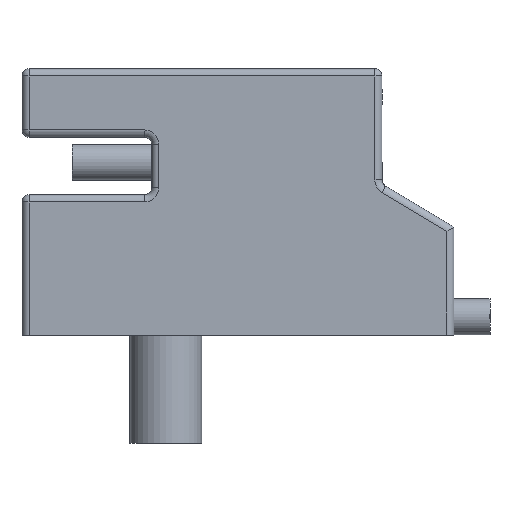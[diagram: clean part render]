
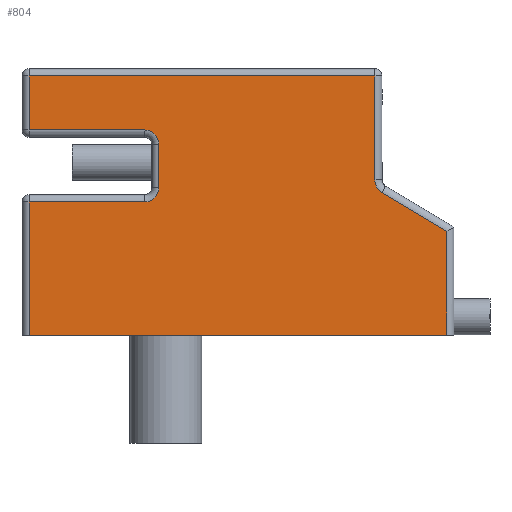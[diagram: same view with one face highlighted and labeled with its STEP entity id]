
A CAD part, left-side view. The second image highlights one B-rep face of the part: STEP entity #804.
In plain terms, the highlighted planar face has unit normal (-1, 0, 0).
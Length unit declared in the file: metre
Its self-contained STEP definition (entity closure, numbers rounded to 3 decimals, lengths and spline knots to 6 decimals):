
#590 = EDGE_CURVE( '', #1637, #1638, #1639, .T. );
#664 = EDGE_CURVE( '', #1764, #1765, #1766, .T. );
#690 = EDGE_CURVE( '', #1805, #1806, #1807, .T. );
#764 = EDGE_CURVE( '', #1919, #1920, #1921, .T. );
#804 = ADVANCED_FACE( '', ( #1980 ), #1981, .F. );
#816 = EDGE_CURVE( '', #1618, #1919, #1997, .T. );
#858 = EDGE_CURVE( '', #1638, #1618, #2053, .T. );
#1002 = EDGE_CURVE( '', #1765, #1637, #2242, .T. );
#1084 = EDGE_CURVE( '', #1806, #2349, #2350, .T. );
#1130 = EDGE_CURVE( '', #1608, #2092, #2408, .T. );
#1360 = EDGE_CURVE( '', #2349, #1608, #2688, .T. );
#1388 = EDGE_CURVE( '', #2575, #1764, #2726, .T. );
#1392 = EDGE_CURVE( '', #2092, #2575, #2731, .T. );
#1444 = EDGE_CURVE( '', #1805, #1920, #2793, .T. );
#1608 = VERTEX_POINT( '', #2980 );
#1618 = VERTEX_POINT( '', #2993 );
#1637 = VERTEX_POINT( '', #3016 );
#1638 = VERTEX_POINT( '', #3017 );
#1639 = LINE( '', #3018, #3019 );
#1764 = VERTEX_POINT( '', #3203 );
#1765 = VERTEX_POINT( '', #3204 );
#1766 = LINE( '', #3205, #3206 );
#1805 = VERTEX_POINT( '', #3256 );
#1806 = VERTEX_POINT( '', #3257 );
#1807 = LINE( '', #3258, #3259 );
#1919 = VERTEX_POINT( '', #3431 );
#1920 = VERTEX_POINT( '', #3432 );
#1921 = LINE( '', #3433, #3434 );
#1980 = FACE_OUTER_BOUND( '', #3513, .T. );
#1981 = PLANE( '', #3514 );
#1997 = LINE( '', #3538, #3539 );
#2053 = CIRCLE( '', #3617, 0.0002 );
#2092 = VERTEX_POINT( '', #3671 );
#2242 = LINE( '', #3920, #3921 );
#2349 = VERTEX_POINT( '', #4094 );
#2350 = LINE( '', #4095, #4096 );
#2408 = LINE( '', #4175, #4176 );
#2575 = VERTEX_POINT( '', #4419 );
#2688 = CIRCLE( '', #4589, 0.0002 );
#2726 = LINE( '', #4640, #4641 );
#2731 = CIRCLE( '', #4648, 0.0002 );
#2793 = LINE( '', #4732, #4733 );
#2980 = CARTESIAN_POINT( '', ( -0.00225, 0.0011, 0.00205 ) );
#2993 = CARTESIAN_POINT( '', ( -0.00225, -0.001997, 0.001985 ) );
#3016 = CARTESIAN_POINT( '', ( -0.00225, -0.0019, 0.0036 ) );
#3017 = CARTESIAN_POINT( '', ( -0.00225, -0.0019, 0.002157 ) );
#3018 = CARTESIAN_POINT( '', ( -0.00225, -0.0019, 0.0037 ) );
#3019 = VECTOR( '', #4960, 1. );
#3203 = CARTESIAN_POINT( '', ( -0.00225, 0.0029, 0.00285 ) );
#3204 = CARTESIAN_POINT( '', ( -0.00225, 0.0029, 0.0036 ) );
#3205 = CARTESIAN_POINT( '', ( -0.00225, 0.0029, 0.00185 ) );
#3206 = VECTOR( '', #5098, 1. );
#3256 = CARTESIAN_POINT( '', ( -0.00225, 0.0029, 0. ) );
#3257 = CARTESIAN_POINT( '', ( -0.00225, 0.0029, 0.00185 ) );
#3258 = CARTESIAN_POINT( '', ( -0.00225, 0.0029, 0.00185 ) );
#3259 = VECTOR( '', #5156, 1. );
#3431 = CARTESIAN_POINT( '', ( -0.00225, -0.0029, 0.001443 ) );
#3432 = CARTESIAN_POINT( '', ( -0.00225, -0.0029, 0. ) );
#3433 = CARTESIAN_POINT( '', ( -0.00225, -0.0029, 0.0026 ) );
#3434 = VECTOR( '', #5308, 1. );
#3513 = EDGE_LOOP( '', ( #5396, #5397, #5398, #5399, #5400, #5401, #5402, #5403, #5404, #5405, #5406, #5407, #5408 ) );
#3514 = AXIS2_PLACEMENT_3D( '', #5409, #5410, #5411 );
#3538 = CARTESIAN_POINT( '', ( -0.00225, 0.000243, 0.003329 ) );
#3539 = VECTOR( '', #5426, 1. );
#3617 = AXIS2_PLACEMENT_3D( '', #5506, #5507, #5508 );
#3671 = CARTESIAN_POINT( '', ( -0.00225, 0.0011, 0.00265 ) );
#3920 = CARTESIAN_POINT( '', ( -0.00225, 0.003, 0.0036 ) );
#3921 = VECTOR( '', #5729, 1. );
#4094 = CARTESIAN_POINT( '', ( -0.00225, 0.0013, 0.00185 ) );
#4095 = CARTESIAN_POINT( '', ( -0.00225, 0.003, 0.00185 ) );
#4096 = VECTOR( '', #5866, 1. );
#4175 = CARTESIAN_POINT( '', ( -0.00225, 0.0011, 0.003225 ) );
#4176 = VECTOR( '', #5982, 1. );
#4419 = CARTESIAN_POINT( '', ( -0.00225, 0.0013, 0.00285 ) );
#4589 = AXIS2_PLACEMENT_3D( '', #6384, #6385, #6386 );
#4640 = CARTESIAN_POINT( '', ( -0.00225, 0.003, 0.00285 ) );
#4641 = VECTOR( '', #6456, 1. );
#4648 = AXIS2_PLACEMENT_3D( '', #6460, #6461, #6462 );
#4732 = CARTESIAN_POINT( '', ( -0.00225, -0.003, 0. ) );
#4733 = VECTOR( '', #6597, 1. );
#4960 = DIRECTION( '', ( 0., 0., -1. ) );
#5098 = DIRECTION( '', ( 0., 0., 1. ) );
#5156 = DIRECTION( '', ( 0., 0., 1. ) );
#5308 = DIRECTION( '', ( 0., 0., -1. ) );
#5396 = ORIENTED_EDGE( '', *, *, #816, .F. );
#5397 = ORIENTED_EDGE( '', *, *, #858, .F. );
#5398 = ORIENTED_EDGE( '', *, *, #590, .F. );
#5399 = ORIENTED_EDGE( '', *, *, #1002, .F. );
#5400 = ORIENTED_EDGE( '', *, *, #664, .F. );
#5401 = ORIENTED_EDGE( '', *, *, #1388, .F. );
#5402 = ORIENTED_EDGE( '', *, *, #1392, .F. );
#5403 = ORIENTED_EDGE( '', *, *, #1130, .F. );
#5404 = ORIENTED_EDGE( '', *, *, #1360, .F. );
#5405 = ORIENTED_EDGE( '', *, *, #1084, .F. );
#5406 = ORIENTED_EDGE( '', *, *, #690, .F. );
#5407 = ORIENTED_EDGE( '', *, *, #1444, .T. );
#5408 = ORIENTED_EDGE( '', *, *, #764, .F. );
#5409 = CARTESIAN_POINT( '', ( -0.00225, 0.003, 0.0037 ) );
#5410 = DIRECTION( '', ( 1., 0., 0. ) );
#5411 = DIRECTION( '', ( 0., 0., 1. ) );
#5426 = DIRECTION( '', ( 0., -0.857, -0.514 ) );
#5506 = CARTESIAN_POINT( '', ( -0.00225, -0.0021, 0.002157 ) );
#5507 = DIRECTION( '', ( -1., 0., 0. ) );
#5508 = DIRECTION( '', ( 0., 0.87, -0.493 ) );
#5729 = DIRECTION( '', ( 0., -1., 0. ) );
#5866 = DIRECTION( '', ( 0., -1., 0. ) );
#5982 = DIRECTION( '', ( 0., 0., 1. ) );
#6384 = CARTESIAN_POINT( '', ( -0.00225, 0.0013, 0.00205 ) );
#6385 = DIRECTION( '', ( -1., 0., 0. ) );
#6386 = DIRECTION( '', ( 0., -0.707, -0.707 ) );
#6456 = DIRECTION( '', ( 0., 1., 0. ) );
#6460 = CARTESIAN_POINT( '', ( -0.00225, 0.0013, 0.00265 ) );
#6461 = DIRECTION( '', ( -1., 0., 0. ) );
#6462 = DIRECTION( '', ( 0., -0.707, 0.707 ) );
#6597 = DIRECTION( '', ( 0., -1., 0. ) );
